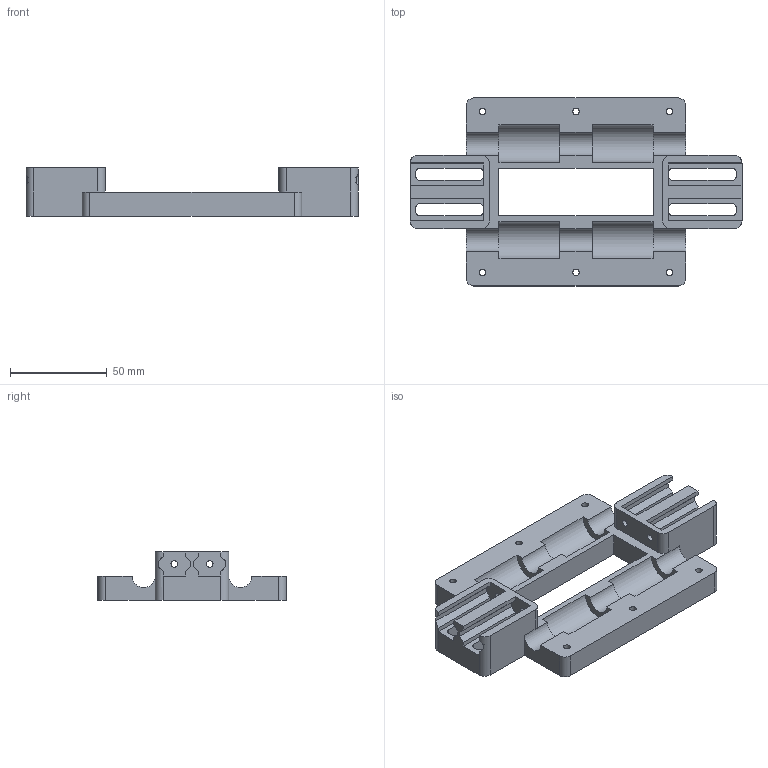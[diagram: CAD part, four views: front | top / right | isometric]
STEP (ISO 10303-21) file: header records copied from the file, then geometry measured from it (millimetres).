
FILE_DESCRIPTION(('FreeCAD Model'),'2;1');
FILE_NAME('carriage.step' ,'2018-02-14T16:25:52',('Author'),(''), 'Open CASCADE STEP processor 6.8','FreeCAD','Unknown');
FILE_SCHEMA(('AUTOMOTIVE_DESIGN_CC2 { 1 2 10303 214 -1 1 5 4 }'));
Length unit declared in the file: millimetre
Products named in the file (2): ASSEMBLY; lowcar_bccr
Assembly tree (1 placements, depth 2):
  ASSEMBLY
    lowcar_bccr
Bounding box: 172 x 97.4 x 25 mm (x, y, z)
Volume: 117667 mm3; surface area: 45791.6 mm2
Topology: 1 solids, 1 shells, 338 faces, 1018 edges, 678 vertices
Faces by surface type: plane 290, cylinder 48
Full cylindrical faces by diameter (mm): 3.4 x10
Entity records: 26095 total; most frequent: CARTESIAN_POINT 7048, DIRECTION 3214, ORIENTED_EDGE 2036, PCURVE 2036, DEFINITIONAL_REPRESENTATION 2036, LINE 2022, VECTOR 2022, EDGE_CURVE 1018
